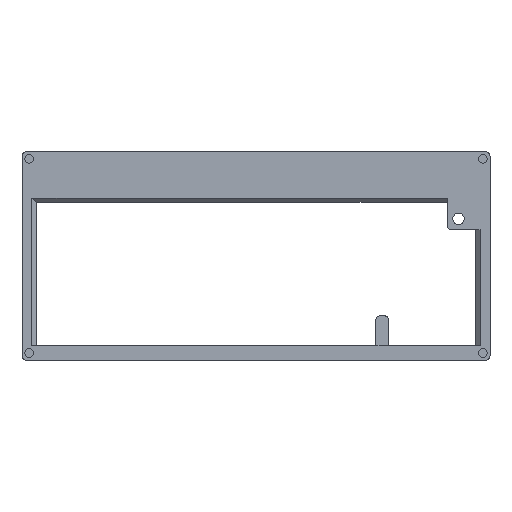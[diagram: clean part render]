
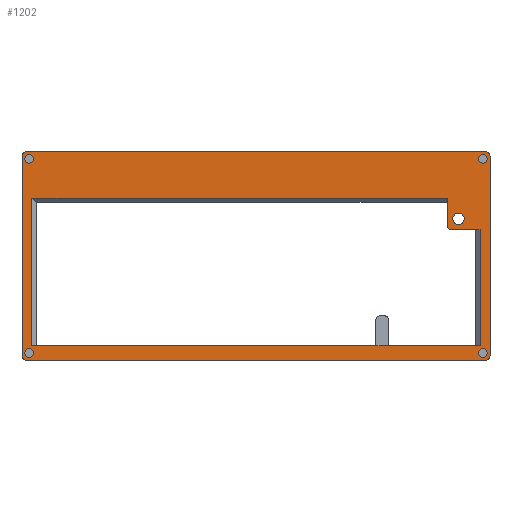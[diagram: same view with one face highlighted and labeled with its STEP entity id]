
A CAD part, top view. The second image highlights one B-rep face of the part: STEP entity #1202.
In plain terms, the highlighted planar face has unit normal (0, 0, 1).
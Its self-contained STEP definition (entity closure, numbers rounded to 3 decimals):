
#25=FACE_BOUND('',#173,.T.);
#26=FACE_BOUND('',#174,.T.);
#27=FACE_BOUND('',#175,.T.);
#28=FACE_BOUND('',#176,.T.);
#29=FACE_BOUND('',#177,.T.);
#30=FACE_BOUND('',#178,.T.);
#46=PLANE('',#1299);
#98=FACE_OUTER_BOUND('',#172,.T.);
#172=EDGE_LOOP('',(#860,#861,#862,#863,#864,#865,#866,#867));
#173=EDGE_LOOP('',(#868));
#174=EDGE_LOOP('',(#869));
#175=EDGE_LOOP('',(#870));
#176=EDGE_LOOP('',(#871));
#177=EDGE_LOOP('',(#872));
#178=EDGE_LOOP('',(#873,#874,#875,#876,#877,#878,#879,#880,#881,#882,#883));
#271=LINE('',#1820,#393);
#274=LINE('',#1829,#396);
#275=LINE('',#1833,#397);
#276=LINE('',#1837,#398);
#277=LINE('',#1840,#399);
#278=LINE('',#1852,#400);
#279=LINE('',#1854,#401);
#280=LINE('',#1856,#402);
#281=LINE('',#1858,#403);
#282=LINE('',#1860,#404);
#283=LINE('',#1862,#405);
#284=LINE('',#1864,#406);
#285=LINE('',#1866,#407);
#286=LINE('',#1868,#408);
#393=VECTOR('',#1447,10.);
#396=VECTOR('',#1454,10.);
#397=VECTOR('',#1457,10.);
#398=VECTOR('',#1460,10.);
#399=VECTOR('',#1463,10.);
#400=VECTOR('',#1474,10.);
#401=VECTOR('',#1475,10.);
#402=VECTOR('',#1476,10.);
#403=VECTOR('',#1477,10.);
#404=VECTOR('',#1478,10.);
#405=VECTOR('',#1479,10.);
#406=VECTOR('',#1480,10.);
#407=VECTOR('',#1481,10.);
#408=VECTOR('',#1482,10.);
#505=CIRCLE('',#1300,3.);
#506=CIRCLE('',#1301,3.);
#507=CIRCLE('',#1302,3.);
#508=CIRCLE('',#1303,3.);
#509=CIRCLE('',#1304,4.);
#510=CIRCLE('',#1305,3.);
#511=CIRCLE('',#1306,3.);
#512=CIRCLE('',#1307,3.);
#513=CIRCLE('',#1308,3.);
#514=CIRCLE('',#1309,3.);
#563=VERTEX_POINT('',#1817);
#564=VERTEX_POINT('',#1819);
#566=VERTEX_POINT('',#1825);
#567=VERTEX_POINT('',#1826);
#568=VERTEX_POINT('',#1828);
#569=VERTEX_POINT('',#1830);
#570=VERTEX_POINT('',#1832);
#571=VERTEX_POINT('',#1834);
#572=VERTEX_POINT('',#1836);
#573=VERTEX_POINT('',#1838);
#574=VERTEX_POINT('',#1841);
#575=VERTEX_POINT('',#1843);
#576=VERTEX_POINT('',#1845);
#577=VERTEX_POINT('',#1847);
#578=VERTEX_POINT('',#1849);
#579=VERTEX_POINT('',#1851);
#580=VERTEX_POINT('',#1853);
#581=VERTEX_POINT('',#1855);
#582=VERTEX_POINT('',#1857);
#583=VERTEX_POINT('',#1859);
#584=VERTEX_POINT('',#1861);
#585=VERTEX_POINT('',#1863);
#586=VERTEX_POINT('',#1865);
#587=VERTEX_POINT('',#1867);
#680=EDGE_CURVE('',#563,#564,#271,.T.);
#683=EDGE_CURVE('',#566,#567,#505,.T.);
#684=EDGE_CURVE('',#568,#566,#274,.T.);
#685=EDGE_CURVE('',#569,#568,#506,.T.);
#686=EDGE_CURVE('',#570,#569,#275,.T.);
#687=EDGE_CURVE('',#571,#570,#507,.T.);
#688=EDGE_CURVE('',#572,#571,#276,.T.);
#689=EDGE_CURVE('',#573,#572,#508,.T.);
#690=EDGE_CURVE('',#567,#573,#277,.T.);
#691=EDGE_CURVE('',#574,#574,#509,.T.);
#692=EDGE_CURVE('',#575,#575,#510,.T.);
#693=EDGE_CURVE('',#576,#576,#511,.T.);
#694=EDGE_CURVE('',#577,#577,#512,.T.);
#695=EDGE_CURVE('',#578,#578,#513,.T.);
#696=EDGE_CURVE('',#564,#579,#278,.T.);
#697=EDGE_CURVE('',#580,#563,#279,.T.);
#698=EDGE_CURVE('',#581,#580,#280,.T.);
#699=EDGE_CURVE('',#582,#581,#281,.T.);
#700=EDGE_CURVE('',#583,#582,#282,.T.);
#701=EDGE_CURVE('',#584,#583,#283,.T.);
#702=EDGE_CURVE('',#585,#584,#284,.T.);
#703=EDGE_CURVE('',#586,#585,#285,.T.);
#704=EDGE_CURVE('',#587,#586,#286,.T.);
#705=EDGE_CURVE('',#579,#587,#514,.T.);
#860=ORIENTED_EDGE('',*,*,#683,.F.);
#861=ORIENTED_EDGE('',*,*,#684,.F.);
#862=ORIENTED_EDGE('',*,*,#685,.F.);
#863=ORIENTED_EDGE('',*,*,#686,.F.);
#864=ORIENTED_EDGE('',*,*,#687,.F.);
#865=ORIENTED_EDGE('',*,*,#688,.F.);
#866=ORIENTED_EDGE('',*,*,#689,.F.);
#867=ORIENTED_EDGE('',*,*,#690,.F.);
#868=ORIENTED_EDGE('',*,*,#691,.F.);
#869=ORIENTED_EDGE('',*,*,#692,.F.);
#870=ORIENTED_EDGE('',*,*,#693,.F.);
#871=ORIENTED_EDGE('',*,*,#694,.F.);
#872=ORIENTED_EDGE('',*,*,#695,.F.);
#873=ORIENTED_EDGE('',*,*,#696,.F.);
#874=ORIENTED_EDGE('',*,*,#680,.F.);
#875=ORIENTED_EDGE('',*,*,#697,.F.);
#876=ORIENTED_EDGE('',*,*,#698,.F.);
#877=ORIENTED_EDGE('',*,*,#699,.F.);
#878=ORIENTED_EDGE('',*,*,#700,.F.);
#879=ORIENTED_EDGE('',*,*,#701,.F.);
#880=ORIENTED_EDGE('',*,*,#702,.F.);
#881=ORIENTED_EDGE('',*,*,#703,.F.);
#882=ORIENTED_EDGE('',*,*,#704,.F.);
#883=ORIENTED_EDGE('',*,*,#705,.F.);
#1202=ADVANCED_FACE('',(#98,#25,#26,#27,#28,#29,#30),#46,.T.);
#1299=AXIS2_PLACEMENT_3D('',#1824,#1450,#1451);
#1300=AXIS2_PLACEMENT_3D('',#1827,#1452,#1453);
#1301=AXIS2_PLACEMENT_3D('',#1831,#1455,#1456);
#1302=AXIS2_PLACEMENT_3D('',#1835,#1458,#1459);
#1303=AXIS2_PLACEMENT_3D('',#1839,#1461,#1462);
#1304=AXIS2_PLACEMENT_3D('',#1842,#1464,#1465);
#1305=AXIS2_PLACEMENT_3D('',#1844,#1466,#1467);
#1306=AXIS2_PLACEMENT_3D('',#1846,#1468,#1469);
#1307=AXIS2_PLACEMENT_3D('',#1848,#1470,#1471);
#1308=AXIS2_PLACEMENT_3D('',#1850,#1472,#1473);
#1309=AXIS2_PLACEMENT_3D('',#1869,#1483,#1484);
#1447=DIRECTION('',(0.,1.,0.));
#1450=DIRECTION('center_axis',(0.,0.,1.));
#1451=DIRECTION('ref_axis',(1.,0.,0.));
#1452=DIRECTION('center_axis',(0.,0.,-1.));
#1453=DIRECTION('ref_axis',(-0.707,0.707,0.));
#1454=DIRECTION('',(0.,1.,0.));
#1455=DIRECTION('center_axis',(0.,0.,-1.));
#1456=DIRECTION('ref_axis',(-0.707,-0.707,0.));
#1457=DIRECTION('',(-1.,0.,0.));
#1458=DIRECTION('center_axis',(0.,0.,-1.));
#1459=DIRECTION('ref_axis',(0.707,-0.707,0.));
#1460=DIRECTION('',(0.,-1.,0.));
#1461=DIRECTION('center_axis',(0.,0.,-1.));
#1462=DIRECTION('ref_axis',(0.707,0.707,0.));
#1463=DIRECTION('',(1.,0.,0.));
#1464=DIRECTION('center_axis',(0.,0.,1.));
#1465=DIRECTION('ref_axis',(1.,0.,0.));
#1466=DIRECTION('center_axis',(0.,0.,1.));
#1467=DIRECTION('ref_axis',(1.,0.,0.));
#1468=DIRECTION('center_axis',(0.,0.,1.));
#1469=DIRECTION('ref_axis',(1.,0.,0.));
#1470=DIRECTION('center_axis',(0.,0.,1.));
#1471=DIRECTION('ref_axis',(1.,0.,0.));
#1472=DIRECTION('center_axis',(0.,0.,1.));
#1473=DIRECTION('ref_axis',(1.,0.,0.));
#1474=DIRECTION('',(-1.,0.,0.));
#1475=DIRECTION('',(1.,0.,0.));
#1476=DIRECTION('',(0.,1.,0.));
#1477=DIRECTION('',(1.,0.,0.));
#1478=DIRECTION('',(0.,-1.,0.));
#1479=DIRECTION('',(1.,0.,0.));
#1480=DIRECTION('',(0.,-1.,0.));
#1481=DIRECTION('',(-1.,0.,0.));
#1482=DIRECTION('',(0.,1.,0.));
#1483=DIRECTION('center_axis',(0.,0.,-1.));
#1484=DIRECTION('ref_axis',(-0.707,-0.707,0.));
#1817=CARTESIAN_POINT('',(163.658,-63.341,10.));
#1819=CARTESIAN_POINT('',(163.658,18.159,10.));
#1820=CARTESIAN_POINT('',(163.658,52.409,10.));
#1824=CARTESIAN_POINT('Origin',(-152.342,67.659,10.));
#1825=CARTESIAN_POINT('',(-157.342,69.659,10.));
#1826=CARTESIAN_POINT('',(-154.342,72.659,10.));
#1827=CARTESIAN_POINT('Origin',(-154.342,69.659,10.));
#1828=CARTESIAN_POINT('',(-157.342,-70.341,10.));
#1829=CARTESIAN_POINT('',(-157.342,70.159,10.));
#1830=CARTESIAN_POINT('',(-154.342,-73.341,10.));
#1831=CARTESIAN_POINT('Origin',(-154.342,-70.341,10.));
#1832=CARTESIAN_POINT('',(167.658,-73.341,10.));
#1833=CARTESIAN_POINT('',(-154.842,-73.341,10.));
#1834=CARTESIAN_POINT('',(170.658,-70.341,10.));
#1835=CARTESIAN_POINT('Origin',(167.658,-70.341,10.));
#1836=CARTESIAN_POINT('',(170.658,69.659,10.));
#1837=CARTESIAN_POINT('',(170.658,-2.841,10.));
#1838=CARTESIAN_POINT('',(167.658,72.659,10.));
#1839=CARTESIAN_POINT('Origin',(167.658,69.659,10.));
#1840=CARTESIAN_POINT('',(9.158,72.659,10.));
#1841=CARTESIAN_POINT('',(144.658,25.659,10.));
#1842=CARTESIAN_POINT('Origin',(148.658,25.659,10.));
#1843=CARTESIAN_POINT('',(162.658,67.659,10.));
#1844=CARTESIAN_POINT('Origin',(165.658,67.659,10.));
#1845=CARTESIAN_POINT('',(-155.342,67.659,10.));
#1846=CARTESIAN_POINT('Origin',(-152.342,67.659,10.));
#1847=CARTESIAN_POINT('',(-155.342,-68.341,10.));
#1848=CARTESIAN_POINT('Origin',(-152.342,-68.341,10.));
#1849=CARTESIAN_POINT('',(162.658,-68.341,10.));
#1850=CARTESIAN_POINT('Origin',(165.658,-68.341,10.));
#1851=CARTESIAN_POINT('',(143.658,18.159,10.));
#1852=CARTESIAN_POINT('',(-5.842,18.159,10.));
#1853=CARTESIAN_POINT('',(99.658,-63.341,10.));
#1854=CARTESIAN_POINT('',(4.158,-63.341,10.));
#1855=CARTESIAN_POINT('',(99.658,-63.344,10.));
#1856=CARTESIAN_POINT('',(99.658,2.159,10.));
#1857=CARTESIAN_POINT('',(90.658,-63.344,10.));
#1858=CARTESIAN_POINT('',(-26.342,-63.344,10.));
#1859=CARTESIAN_POINT('',(90.658,-63.341,10.));
#1860=CARTESIAN_POINT('',(90.658,2.157,10.));
#1861=CARTESIAN_POINT('',(-150.342,-63.341,10.));
#1862=CARTESIAN_POINT('',(-30.842,-63.341,10.));
#1863=CARTESIAN_POINT('',(-150.342,40.159,10.));
#1864=CARTESIAN_POINT('',(-150.342,2.159,10.));
#1865=CARTESIAN_POINT('',(140.658,40.159,10.));
#1866=CARTESIAN_POINT('',(-149.842,40.159,10.));
#1867=CARTESIAN_POINT('',(140.658,21.159,10.));
#1868=CARTESIAN_POINT('',(140.658,52.409,10.));
#1869=CARTESIAN_POINT('Origin',(143.658,21.159,10.));
